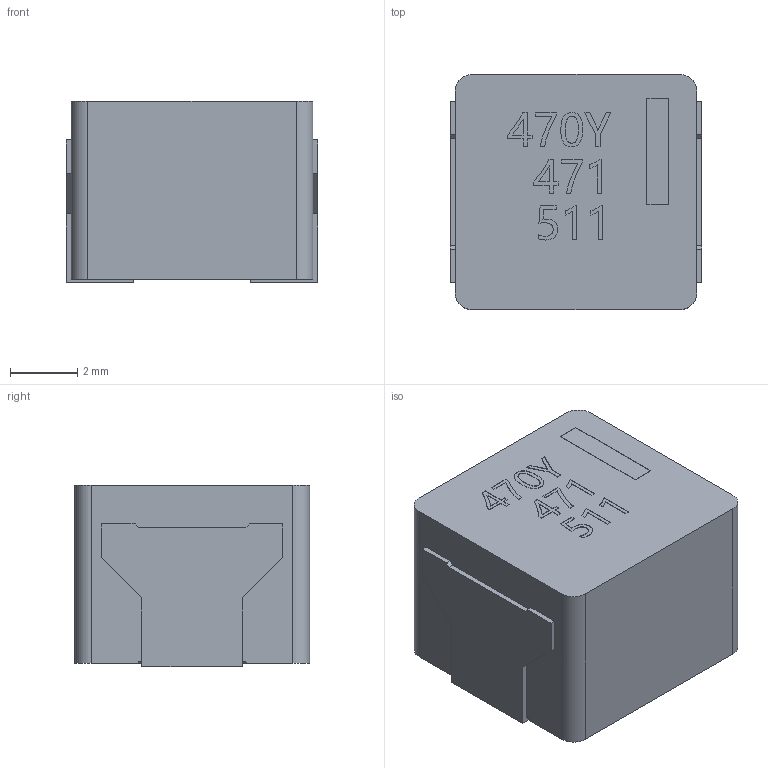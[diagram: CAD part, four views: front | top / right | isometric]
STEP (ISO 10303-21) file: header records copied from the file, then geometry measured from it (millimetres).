
FILE_DESCRIPTION (( 'STEP AP214' ), '1' );
FILE_NAME ('IND-SMD_L7.5-W7.0-H5.4.step', '2022-07-09T00:52:56', ( '' ), ( '' ), 'SwSTEP 2.0', 'SolidWorks 2020', '' );
FILE_SCHEMA (( 'AUTOMOTIVE_DESIGN' ));
Length unit declared in the file: millimetre
Products named in the file (1): IND-SMD_L7.5-W7.0-H5.4
Bounding box: 7.5 x 7.01 x 5.4 mm (x, y, z)
Volume: 271.7 mm3; surface area: 340.7 mm2
Topology: 3 solids, 3 shells, 448 faces, 1206 edges, 804 vertices
Faces by surface type: plane 301, bspline 143, cylinder 4
Entity records: 21596 total; most frequent: CARTESIAN_POINT 6346, ORIENTED_EDGE 2412, DIRECTION 1536, EDGE_CURVE 1206, LINE 908, VECTOR 908, VERTEX_POINT 804, EDGE_LOOP 488
